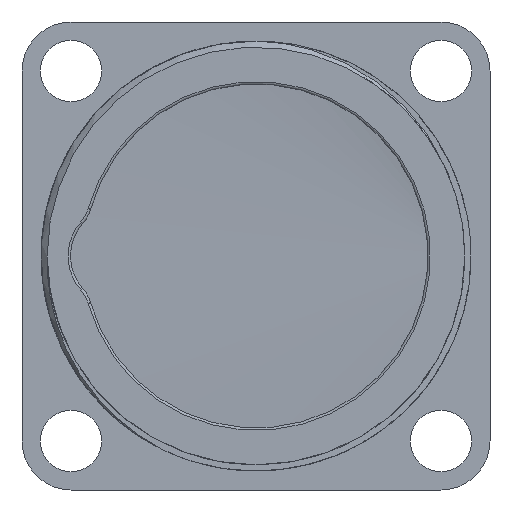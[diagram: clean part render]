
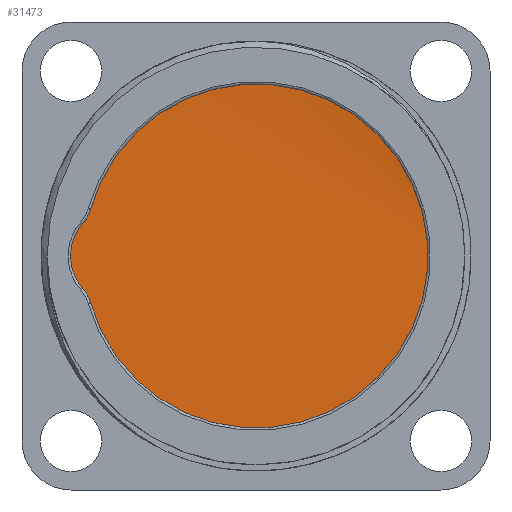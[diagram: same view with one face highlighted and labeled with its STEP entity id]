
A CAD part, left-side view. The second image highlights one B-rep face of the part: STEP entity #31473.
In plain terms, the highlighted cylindrical face has radius 17 mm (diameter 34 mm), a full revolution.
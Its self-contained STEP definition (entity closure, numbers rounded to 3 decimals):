
#3496=FACE_OUTER_BOUND('',#5250,.T.);
#5250=EDGE_LOOP('',(#19716,#19717,#19718));
#7266=B_SPLINE_CURVE_WITH_KNOTS('',3,(#45938,#45939,#45940,#45941,#45942,
#45943,#45944,#45945,#45946,#45947,#45948,#45949,#45950,#45951,#45952,#45953,
#45954),.UNSPECIFIED.,.F.,.F.,(4,1,1,1,1,1,1,1,1,1,1,1,1,1,4),(9.425,
9.87,10.354,10.837,11.32,11.803,
12.286,12.769,13.252,13.735,14.218,
14.701,15.184,15.667,15.708),
 .UNSPECIFIED.);
#7880=LINE('',#45891,#9917);
#7882=LINE('',#45955,#9919);
#9917=VECTOR('',#36784,17.);
#9919=VECTOR('',#36792,17.);
#11954=VERTEX_POINT('',#45889);
#11955=VERTEX_POINT('',#45890);
#11959=VERTEX_POINT('',#45937);
#15001=EDGE_CURVE('',#11954,#11955,#7880,.T.);
#15007=EDGE_CURVE('',#11959,#11955,#7266,.T.);
#15008=EDGE_CURVE('',#11959,#11954,#7882,.T.);
#19716=ORIENTED_EDGE('',*,*,#15001,.T.);
#19717=ORIENTED_EDGE('',*,*,#15007,.F.);
#19718=ORIENTED_EDGE('',*,*,#15008,.T.);
#29127=CYLINDRICAL_SURFACE('',#33249,17.);
#31473=ADVANCED_FACE('',(#3496),#29127,.T.);
#33249=AXIS2_PLACEMENT_3D('',#45936,#36790,#36791);
#36784=DIRECTION('',(1.,0.,0.));
#36790=DIRECTION('center_axis',(1.,0.,0.));
#36791=DIRECTION('ref_axis',(0.,1.,0.));
#36792=DIRECTION('',(1.,0.,0.));
#45889=CARTESIAN_POINT('',(4.2,-17.,0.));
#45890=CARTESIAN_POINT('',(5.4,-17.,0.));
#45891=CARTESIAN_POINT('',(0.,-17.,0.));
#45936=CARTESIAN_POINT('Origin',(0.,0.,0.));
#45937=CARTESIAN_POINT('',(2.6,-17.,0.));
#45938=CARTESIAN_POINT('Ctrl Pts',(2.6,-17.001,0.));
#45939=CARTESIAN_POINT('Ctrl Pts',(2.666,-17.,2.525));
#45940=CARTESIAN_POINT('Ctrl Pts',(2.804,-15.81,7.788));
#45941=CARTESIAN_POINT('Ctrl Pts',(3.014,-10.585,14.156));
#45942=CARTESIAN_POINT('Ctrl Pts',(3.229,-2.798,17.453));
#45943=CARTESIAN_POINT('Ctrl Pts',(3.444,5.629,16.755));
#45944=CARTESIAN_POINT('Ctrl Pts',(3.66,12.768,12.223));
#45945=CARTESIAN_POINT('Ctrl Pts',(3.875,16.985,4.893));
#45946=CARTESIAN_POINT('Ctrl Pts',(4.09,17.314,-3.556));
#45947=CARTESIAN_POINT('Ctrl Pts',(4.306,13.681,-11.192));
#45948=CARTESIAN_POINT('Ctrl Pts',(4.521,6.917,-16.266));
#45949=CARTESIAN_POINT('Ctrl Pts',(4.736,-1.431,-17.618));
#45950=CARTESIAN_POINT('Ctrl Pts',(4.951,-9.451,-14.937));
#45951=CARTESIAN_POINT('Ctrl Pts',(5.167,-15.307,-8.838));
#45952=CARTESIAN_POINT('Ctrl Pts',(5.316,-16.942,-3.196));
#45953=CARTESIAN_POINT('Ctrl Pts',(5.394,-17.001,-0.23));
#45954=CARTESIAN_POINT('Ctrl Pts',(5.4,-17.001,0.));
#45955=CARTESIAN_POINT('',(0.,-17.,0.));
